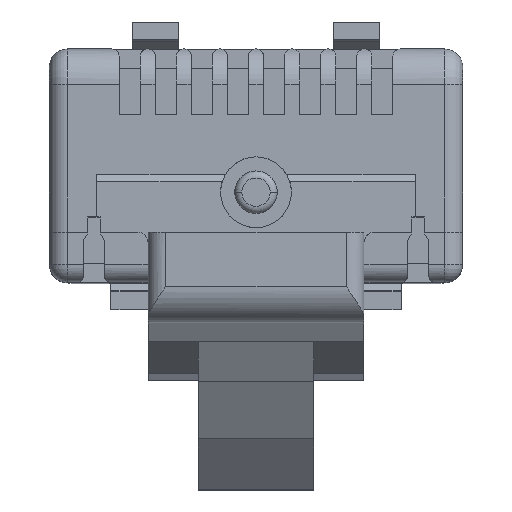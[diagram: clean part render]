
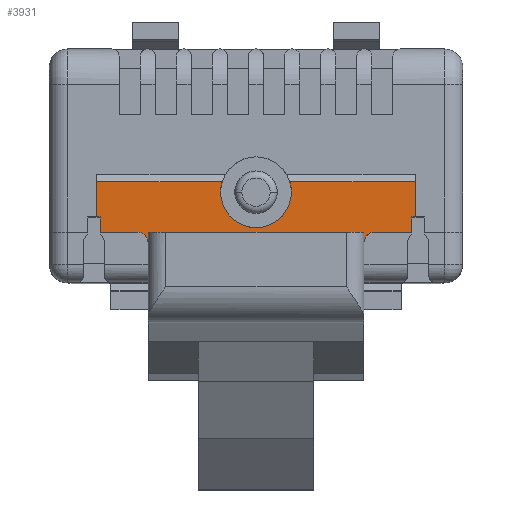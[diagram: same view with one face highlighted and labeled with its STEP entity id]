
A CAD part, top view. The second image highlights one B-rep face of the part: STEP entity #3931.
In plain terms, the highlighted planar face has unit normal (0, 0, 1).
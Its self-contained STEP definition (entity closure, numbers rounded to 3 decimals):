
#21 = CARTESIAN_POINT ( 'NONE',  ( 1., -0.75, 0.2 ) ) ;
#50 = EDGE_CURVE ( 'NONE', #9303, #2205, #7322, .T. ) ;
#132 = CARTESIAN_POINT ( 'NONE',  ( -4.5, -1.45, 0.2 ) ) ;
#396 = ORIENTED_EDGE ( 'NONE', *, *, #2957, .F. ) ;
#445 = CARTESIAN_POINT ( 'NONE',  ( -1., -0.75, 0.2 ) ) ;
#449 = DIRECTION ( 'NONE',  ( 0., 0., 1. ) ) ;
#499 = VECTOR ( 'NONE', #10149, 1000. ) ;
#512 = VERTEX_POINT ( 'NONE', #8807 ) ;
#540 = DIRECTION ( 'NONE',  ( 1., 0., 0. ) ) ;
#553 = CARTESIAN_POINT ( 'NONE',  ( -5.84, -0.45, 0.2 ) ) ;
#563 = EDGE_CURVE ( 'NONE', #9896, #3594, #8924, .T. ) ;
#715 = CIRCLE ( 'NONE', #10601, 0.3 ) ;
#822 = LINE ( 'NONE', #2411, #5397 ) ;
#834 = CARTESIAN_POINT ( 'NONE',  ( 0., -0.75, 0.2 ) ) ;
#1097 = DIRECTION ( 'NONE',  ( 1., 0., 0. ) ) ;
#1128 = CARTESIAN_POINT ( 'NONE',  ( -3.05, -1.88, 0.2 ) ) ;
#1142 = CARTESIAN_POINT ( 'NONE',  ( -5.84, -1.88, 0.2 ) ) ;
#1309 = CARTESIAN_POINT ( 'NONE',  ( 4.5, -1.45, 0.2 ) ) ;
#1310 = CARTESIAN_POINT ( 'NONE',  ( -4.405, -1.88, 0.2 ) ) ;
#1366 = LINE ( 'NONE', #6078, #8785 ) ;
#1426 = LINE ( 'NONE', #2163, #9140 ) ;
#1470 = VECTOR ( 'NONE', #5445, 1000. ) ;
#1880 = VECTOR ( 'NONE', #4120, 1000. ) ;
#1927 = VERTEX_POINT ( 'NONE', #132 ) ;
#1946 = PLANE ( 'NONE',  #3487 ) ;
#2163 = CARTESIAN_POINT ( 'NONE',  ( -5.84, -1.88, 0.2 ) ) ;
#2176 = DIRECTION ( 'NONE',  ( -1., 0., 0. ) ) ;
#2181 = VERTEX_POINT ( 'NONE', #9668 ) ;
#2205 = VERTEX_POINT ( 'NONE', #3082 ) ;
#2279 = DIRECTION ( 'NONE',  ( 1., 0., 0. ) ) ;
#2322 = AXIS2_PLACEMENT_3D ( 'NONE', #834, #449, #6639 ) ;
#2411 = CARTESIAN_POINT ( 'NONE',  ( -5.84, -1.88, 0.2 ) ) ;
#2440 = CARTESIAN_POINT ( 'NONE',  ( 4.5, -0.45, 0.2 ) ) ;
#2480 = EDGE_CURVE ( 'NONE', #512, #3955, #11614, .T. ) ;
#2773 = EDGE_CURVE ( 'NONE', #7273, #10379, #822, .T. ) ;
#2836 = LINE ( 'NONE', #1142, #5098 ) ;
#2874 = ORIENTED_EDGE ( 'NONE', *, *, #12531, .T. ) ;
#2906 = VERTEX_POINT ( 'NONE', #4509 ) ;
#2957 = EDGE_CURVE ( 'NONE', #12118, #512, #8373, .T. ) ;
#2968 = VECTOR ( 'NONE', #5110, 1000. ) ;
#3082 = CARTESIAN_POINT ( 'NONE',  ( 4.405, -1.45, 0.2 ) ) ;
#3276 = EDGE_CURVE ( 'NONE', #9605, #5813, #7033, .T. ) ;
#3440 = ORIENTED_EDGE ( 'NONE', *, *, #5057, .T. ) ;
#3487 = AXIS2_PLACEMENT_3D ( 'NONE', #11935, #11128, #11083 ) ;
#3594 = VERTEX_POINT ( 'NONE', #5593 ) ;
#3624 = VERTEX_POINT ( 'NONE', #5467 ) ;
#3727 = VECTOR ( 'NONE', #7512, 1000. ) ;
#3931 = ADVANCED_FACE ( 'NONE', ( #9400 ), #1946, .T. ) ;
#3955 = VERTEX_POINT ( 'NONE', #445 ) ;
#4012 = ORIENTED_EDGE ( 'NONE', *, *, #9591, .T. ) ;
#4017 = LINE ( 'NONE', #7634, #3727 ) ;
#4018 = VECTOR ( 'NONE', #7015, 1000. ) ;
#4120 = DIRECTION ( 'NONE',  ( 0., -1., 0. ) ) ;
#4240 = CARTESIAN_POINT ( 'NONE',  ( -3.05, -0.45, 0.2 ) ) ;
#4368 = LINE ( 'NONE', #7387, #1470 ) ;
#4404 = DIRECTION ( 'NONE',  ( 0., -1., 0. ) ) ;
#4491 = DIRECTION ( 'NONE',  ( 1., 0., 0. ) ) ;
#4509 = CARTESIAN_POINT ( 'NONE',  ( 4.5, -0.45, 0.2 ) ) ;
#4531 = DIRECTION ( 'NONE',  ( 0., 0., 1. ) ) ;
#4541 = AXIS2_PLACEMENT_3D ( 'NONE', #4565, #4531, #4491 ) ;
#4565 = CARTESIAN_POINT ( 'NONE',  ( 0., -0.75, 0.2 ) ) ;
#4754 = VECTOR ( 'NONE', #5263, 1000. ) ;
#4853 = ORIENTED_EDGE ( 'NONE', *, *, #2773, .T. ) ;
#5057 = EDGE_CURVE ( 'NONE', #12118, #1927, #1366, .T. ) ;
#5098 = VECTOR ( 'NONE', #1097, 1000. ) ;
#5110 = DIRECTION ( 'NONE',  ( 1., 0., 0. ) ) ;
#5174 = ORIENTED_EDGE ( 'NONE', *, *, #2480, .F. ) ;
#5243 = ORIENTED_EDGE ( 'NONE', *, *, #563, .F. ) ;
#5263 = DIRECTION ( 'NONE',  ( 0., 1., 0. ) ) ;
#5397 = VECTOR ( 'NONE', #2279, 1000. ) ;
#5445 = DIRECTION ( 'NONE',  ( 1., 0., 0. ) ) ;
#5467 = CARTESIAN_POINT ( 'NONE',  ( -3.05, -2.18, 0.2 ) ) ;
#5593 = CARTESIAN_POINT ( 'NONE',  ( 0.954, -0.45, 0.2 ) ) ;
#5725 = ORIENTED_EDGE ( 'NONE', *, *, #7651, .F. ) ;
#5777 = DIRECTION ( 'NONE',  ( 0., -1., 0. ) ) ;
#5806 = DIRECTION ( 'NONE',  ( 0., 0., -1. ) ) ;
#5813 = VERTEX_POINT ( 'NONE', #6341 ) ;
#5816 = CARTESIAN_POINT ( 'NONE',  ( -3.35, -2.18, 0.2 ) ) ;
#5853 = CARTESIAN_POINT ( 'NONE',  ( 3.05, -2.18, 0.2 ) ) ;
#6078 = CARTESIAN_POINT ( 'NONE',  ( -4.5, -0.45, 0.2 ) ) ;
#6205 = DIRECTION ( 'NONE',  ( 1., 0., 0. ) ) ;
#6230 = DIRECTION ( 'NONE',  ( 0., 0., 1. ) ) ;
#6244 = CARTESIAN_POINT ( 'NONE',  ( 0., -0.75, 0.2 ) ) ;
#6249 = ORIENTED_EDGE ( 'NONE', *, *, #11736, .T. ) ;
#6282 = DIRECTION ( 'NONE',  ( 0., -1., 0. ) ) ;
#6341 = CARTESIAN_POINT ( 'NONE',  ( 3.35, -1.88, 0.2 ) ) ;
#6383 = AXIS2_PLACEMENT_3D ( 'NONE', #6244, #6230, #6205 ) ;
#6486 = CARTESIAN_POINT ( 'NONE',  ( -3.35, -1.88, 0.2 ) ) ;
#6582 = DIRECTION ( 'NONE',  ( 0., -1., 0. ) ) ;
#6597 = LINE ( 'NONE', #9866, #4018 ) ;
#6634 = DIRECTION ( 'NONE',  ( 0., 0., -1. ) ) ;
#6639 = DIRECTION ( 'NONE',  ( 1., 0., 0. ) ) ;
#6674 = CARTESIAN_POINT ( 'NONE',  ( 3.35, -2.18, 0.2 ) ) ;
#6755 = EDGE_CURVE ( 'NONE', #3955, #9896, #11113, .T. ) ;
#7000 = CARTESIAN_POINT ( 'NONE',  ( -5.84, -0.45, 0.2 ) ) ;
#7015 = DIRECTION ( 'NONE',  ( 1., 0., 0. ) ) ;
#7033 = CIRCLE ( 'NONE', #8954, 0.3 ) ;
#7062 = LINE ( 'NONE', #553, #9609 ) ;
#7189 = EDGE_CURVE ( 'NONE', #9303, #5813, #1426, .T. ) ;
#7273 = VERTEX_POINT ( 'NONE', #1310 ) ;
#7297 = EDGE_CURVE ( 'NONE', #8571, #2181, #2836, .T. ) ;
#7322 = LINE ( 'NONE', #11469, #4754 ) ;
#7339 = EDGE_CURVE ( 'NONE', #3594, #2906, #7062, .T. ) ;
#7387 = CARTESIAN_POINT ( 'NONE',  ( -5.84, -1.45, 0.2 ) ) ;
#7441 = VERTEX_POINT ( 'NONE', #11486 ) ;
#7445 = ORIENTED_EDGE ( 'NONE', *, *, #7339, .F. ) ;
#7512 = DIRECTION ( 'NONE',  ( 0., 1., 0. ) ) ;
#7634 = CARTESIAN_POINT ( 'NONE',  ( 3.05, -2.8, 0.2 ) ) ;
#7651 = EDGE_CURVE ( 'NONE', #9605, #2181, #4017, .T. ) ;
#7828 = EDGE_CURVE ( 'NONE', #8571, #3624, #11843, .T. ) ;
#8373 = LINE ( 'NONE', #7000, #2968 ) ;
#8571 = VERTEX_POINT ( 'NONE', #1128 ) ;
#8785 = VECTOR ( 'NONE', #6282, 1000. ) ;
#8807 = CARTESIAN_POINT ( 'NONE',  ( -0.954, -0.45, 0.2 ) ) ;
#8924 = CIRCLE ( 'NONE', #2322, 1. ) ;
#8954 = AXIS2_PLACEMENT_3D ( 'NONE', #6674, #6634, #6582 ) ;
#8965 = LINE ( 'NONE', #2440, #499 ) ;
#9135 = ORIENTED_EDGE ( 'NONE', *, *, #50, .T. ) ;
#9140 = VECTOR ( 'NONE', #2176, 1000. ) ;
#9191 = VERTEX_POINT ( 'NONE', #1309 ) ;
#9303 = VERTEX_POINT ( 'NONE', #12156 ) ;
#9338 = ORIENTED_EDGE ( 'NONE', *, *, #7297, .T. ) ;
#9400 = FACE_OUTER_BOUND ( 'NONE', #10359, .T. ) ;
#9561 = CARTESIAN_POINT ( 'NONE',  ( -4.5, -0.45, 0.2 ) ) ;
#9578 = ORIENTED_EDGE ( 'NONE', *, *, #11214, .T. ) ;
#9591 = EDGE_CURVE ( 'NONE', #10379, #3624, #715, .T. ) ;
#9592 = VECTOR ( 'NONE', #4404, 1000. ) ;
#9605 = VERTEX_POINT ( 'NONE', #5853 ) ;
#9609 = VECTOR ( 'NONE', #540, 1000. ) ;
#9668 = CARTESIAN_POINT ( 'NONE',  ( 3.05, -1.88, 0.2 ) ) ;
#9866 = CARTESIAN_POINT ( 'NONE',  ( -5.84, -1.45, 0.2 ) ) ;
#9896 = VERTEX_POINT ( 'NONE', #21 ) ;
#9898 = CARTESIAN_POINT ( 'NONE',  ( -4.405, -0.45, 0.2 ) ) ;
#10044 = ORIENTED_EDGE ( 'NONE', *, *, #7189, .F. ) ;
#10149 = DIRECTION ( 'NONE',  ( 0., 1., 0. ) ) ;
#10359 = EDGE_LOOP ( 'NONE', ( #10044, #9135, #2874, #11741, #7445, #5243, #11397, #5174, #396, #3440, #6249, #9578, #4853, #4012, #10528, #9338, #5725, #11340 ) ) ;
#10379 = VERTEX_POINT ( 'NONE', #6486 ) ;
#10528 = ORIENTED_EDGE ( 'NONE', *, *, #7828, .F. ) ;
#10601 = AXIS2_PLACEMENT_3D ( 'NONE', #5816, #5806, #5777 ) ;
#11083 = DIRECTION ( 'NONE',  ( 0., -1., 0. ) ) ;
#11113 = CIRCLE ( 'NONE', #6383, 1. ) ;
#11128 = DIRECTION ( 'NONE',  ( 0., 0., 1. ) ) ;
#11214 = EDGE_CURVE ( 'NONE', #7441, #7273, #11840, .T. ) ;
#11340 = ORIENTED_EDGE ( 'NONE', *, *, #3276, .T. ) ;
#11397 = ORIENTED_EDGE ( 'NONE', *, *, #6755, .F. ) ;
#11469 = CARTESIAN_POINT ( 'NONE',  ( 4.405, -0.45, 0.2 ) ) ;
#11486 = CARTESIAN_POINT ( 'NONE',  ( -4.405, -1.45, 0.2 ) ) ;
#11614 = CIRCLE ( 'NONE', #4541, 1. ) ;
#11736 = EDGE_CURVE ( 'NONE', #1927, #7441, #6597, .T. ) ;
#11741 = ORIENTED_EDGE ( 'NONE', *, *, #11894, .T. ) ;
#11840 = LINE ( 'NONE', #9898, #1880 ) ;
#11843 = LINE ( 'NONE', #4240, #9592 ) ;
#11894 = EDGE_CURVE ( 'NONE', #9191, #2906, #8965, .T. ) ;
#11935 = CARTESIAN_POINT ( 'NONE',  ( -5.84, -0.45, 0.2 ) ) ;
#12118 = VERTEX_POINT ( 'NONE', #9561 ) ;
#12156 = CARTESIAN_POINT ( 'NONE',  ( 4.405, -1.88, 0.2 ) ) ;
#12531 = EDGE_CURVE ( 'NONE', #2205, #9191, #4368, .T. ) ;
